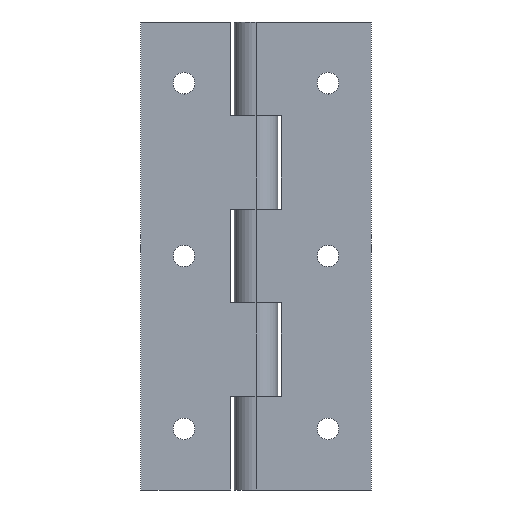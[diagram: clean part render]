
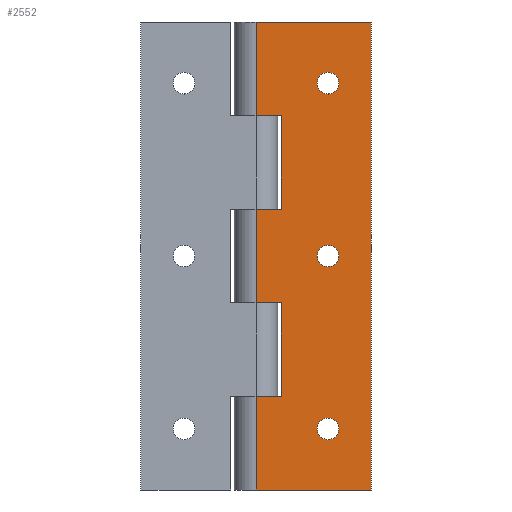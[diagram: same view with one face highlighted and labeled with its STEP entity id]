
A CAD part, front view. The second image highlights one B-rep face of the part: STEP entity #2552.
In plain terms, the highlighted planar face has unit normal (0, -1, 0).
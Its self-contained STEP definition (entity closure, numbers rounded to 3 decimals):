
#1 = VERTEX_POINT ( 'NONE', #824 ) ;
#7 = VERTEX_POINT ( 'NONE', #830 ) ;
#10 = VERTEX_POINT ( 'NONE', #831 ) ;
#66 = EDGE_LOOP ( 'NONE', ( #792, #793 ) ) ;
#68 = EDGE_LOOP ( 'NONE', ( #787, #791 ) ) ;
#73 = EDGE_LOOP ( 'NONE', ( #785, #789 ) ) ;
#103 = EDGE_LOOP ( 'NONE', ( #790, #795, #794, #796, #798, #797, #799, #801, #800, #803, #804, #802 ) ) ;
#114 = VERTEX_POINT ( 'NONE', #846 ) ;
#115 = VERTEX_POINT ( 'NONE', #847 ) ;
#122 = VERTEX_POINT ( 'NONE', #852 ) ;
#128 = VERTEX_POINT ( 'NONE', #858 ) ;
#130 = VERTEX_POINT ( 'NONE', #860 ) ;
#131 = VERTEX_POINT ( 'NONE', #861 ) ;
#134 = VERTEX_POINT ( 'NONE', #863 ) ;
#135 = VERTEX_POINT ( 'NONE', #864 ) ;
#182 = VERTEX_POINT ( 'NONE', #880 ) ;
#183 = VERTEX_POINT ( 'NONE', #881 ) ;
#240 = VERTEX_POINT ( 'NONE', #887 ) ;
#246 = VERTEX_POINT ( 'NONE', #893 ) ;
#247 = VERTEX_POINT ( 'NONE', #894 ) ;
#256 = VERTEX_POINT ( 'NONE', #903 ) ;
#257 = VERTEX_POINT ( 'NONE', #904 ) ;
#350 = CIRCLE ( 'NONE', #2436, 1.5 ) ;
#364 = CIRCLE ( 'NONE', #2277, 1.5 ) ;
#365 = CIRCLE ( 'NONE', #2293, 1.5 ) ;
#366 = CIRCLE ( 'NONE', #2382, 1.5 ) ;
#785 = ORIENTED_EDGE ( 'NONE', *, *, #2769, .T. ) ;
#787 = ORIENTED_EDGE ( 'NONE', *, *, #2770, .T. ) ;
#789 = ORIENTED_EDGE ( 'NONE', *, *, #2742, .T. ) ;
#790 = ORIENTED_EDGE ( 'NONE', *, *, #2773, .T. ) ;
#791 = ORIENTED_EDGE ( 'NONE', *, *, #2565, .T. ) ;
#792 = ORIENTED_EDGE ( 'NONE', *, *, #2771, .T. ) ;
#793 = ORIENTED_EDGE ( 'NONE', *, *, #2572, .T. ) ;
#794 = ORIENTED_EDGE ( 'NONE', *, *, #2697, .T. ) ;
#795 = ORIENTED_EDGE ( 'NONE', *, *, #2772, .T. ) ;
#796 = ORIENTED_EDGE ( 'NONE', *, *, #2774, .T. ) ;
#797 = ORIENTED_EDGE ( 'NONE', *, *, #2776, .T. ) ;
#798 = ORIENTED_EDGE ( 'NONE', *, *, #2775, .T. ) ;
#799 = ORIENTED_EDGE ( 'NONE', *, *, #2686, .T. ) ;
#800 = ORIENTED_EDGE ( 'NONE', *, *, #2777, .F. ) ;
#801 = ORIENTED_EDGE ( 'NONE', *, *, #2766, .T. ) ;
#802 = ORIENTED_EDGE ( 'NONE', *, *, #2778, .T. ) ;
#803 = ORIENTED_EDGE ( 'NONE', *, *, #2760, .F. ) ;
#804 = ORIENTED_EDGE ( 'NONE', *, *, #2594, .T. ) ;
#824 = CARTESIAN_POINT ( 'NONE',  ( 10., -3., 1.5 ) ) ;
#830 = CARTESIAN_POINT ( 'NONE',  ( 10., -3., -1.5 ) ) ;
#831 = CARTESIAN_POINT ( 'NONE',  ( 10., -3., -25.5 ) ) ;
#846 = CARTESIAN_POINT ( 'NONE',  ( 0., -3., 32.5 ) ) ;
#847 = CARTESIAN_POINT ( 'NONE',  ( 0., -3., 19.5 ) ) ;
#852 = CARTESIAN_POINT ( 'NONE',  ( 10., -3., -22.5 ) ) ;
#858 = CARTESIAN_POINT ( 'NONE',  ( 16., -3., -32.5 ) ) ;
#860 = CARTESIAN_POINT ( 'NONE',  ( 3.5, -3., 19.5 ) ) ;
#861 = CARTESIAN_POINT ( 'NONE',  ( 3.5, -3., 6.5 ) ) ;
#863 = CARTESIAN_POINT ( 'NONE',  ( 3.5, -3., -6.5 ) ) ;
#864 = CARTESIAN_POINT ( 'NONE',  ( 3.5, -3., -19.5 ) ) ;
#880 = CARTESIAN_POINT ( 'NONE',  ( 10., -3., 22.5 ) ) ;
#881 = CARTESIAN_POINT ( 'NONE',  ( 10., -3., 25.5 ) ) ;
#887 = CARTESIAN_POINT ( 'NONE',  ( 16., -3., 32.5 ) ) ;
#893 = CARTESIAN_POINT ( 'NONE',  ( 0., -3., -6.5 ) ) ;
#894 = CARTESIAN_POINT ( 'NONE',  ( 0., -3., 6.5 ) ) ;
#903 = CARTESIAN_POINT ( 'NONE',  ( 0., -3., -32.5 ) ) ;
#904 = CARTESIAN_POINT ( 'NONE',  ( 0., -3., -19.5 ) ) ;
#1137 = PLANE ( 'NONE',  #2145 ) ;
#1138 = CARTESIAN_POINT ( 'NONE',  ( 0., -3., 32.5 ) ) ;
#1139 = DIRECTION ( 'NONE',  ( 0., 1., 0. ) ) ;
#1140 = DIRECTION ( 'NONE',  ( -1., 0., 0. ) ) ;
#1185 = CARTESIAN_POINT ( 'NONE',  ( 10., -3., 0. ) ) ;
#1186 = DIRECTION ( 'NONE',  ( 0., 1., 0. ) ) ;
#1187 = DIRECTION ( 'NONE',  ( 0., 0., 1. ) ) ;
#1200 = CARTESIAN_POINT ( 'NONE',  ( 10., -3., 24. ) ) ;
#1207 = DIRECTION ( 'NONE',  ( 0., 1., 0. ) ) ;
#1208 = DIRECTION ( 'NONE',  ( 0., 0., 1. ) ) ;
#1225 = LINE ( 'NONE', #1226, #2189 ) ;
#1226 = CARTESIAN_POINT ( 'NONE',  ( 0., -3., 32.5 ) ) ;
#1227 = DIRECTION ( 'NONE',  ( 0., 0., -1. ) ) ;
#1490 = LINE ( 'NONE', #1491, #2372 ) ;
#1491 = CARTESIAN_POINT ( 'NONE',  ( 0., -3., 32.5 ) ) ;
#1492 = DIRECTION ( 'NONE',  ( 0., 0., -1. ) ) ;
#1523 = LINE ( 'NONE', #1524, #2443 ) ;
#1524 = CARTESIAN_POINT ( 'NONE',  ( 0., -3., 32.5 ) ) ;
#1525 = DIRECTION ( 'NONE',  ( 0., 0., -1. ) ) ;
#1661 = CARTESIAN_POINT ( 'NONE',  ( 10., -3., -24. ) ) ;
#1668 = DIRECTION ( 'NONE',  ( 0., 1., 0. ) ) ;
#1669 = DIRECTION ( 'NONE',  ( 0., 0., 1. ) ) ;
#1722 = LINE ( 'NONE', #1723, #2282 ) ;
#1723 = CARTESIAN_POINT ( 'NONE',  ( 0., -3., 32.5 ) ) ;
#1724 = DIRECTION ( 'NONE',  ( 1., 0., 0. ) ) ;
#1740 = LINE ( 'NONE', #1741, #2384 ) ;
#1741 = CARTESIAN_POINT ( 'NONE',  ( 0., -3., -32.5 ) ) ;
#1742 = DIRECTION ( 'NONE',  ( 1., 0., 0. ) ) ;
#1748 = CARTESIAN_POINT ( 'NONE',  ( 10., -3., -24. ) ) ;
#1749 = DIRECTION ( 'NONE',  ( 0., 1., 0. ) ) ;
#1750 = DIRECTION ( 'NONE',  ( 0., 0., 1. ) ) ;
#1751 = CARTESIAN_POINT ( 'NONE',  ( 10., -3., 0. ) ) ;
#1752 = DIRECTION ( 'NONE',  ( 0., 1., 0. ) ) ;
#1753 = DIRECTION ( 'NONE',  ( 0., 0., 1. ) ) ;
#1754 = CARTESIAN_POINT ( 'NONE',  ( 10., -3., 24. ) ) ;
#1755 = DIRECTION ( 'NONE',  ( 0., 1., 0. ) ) ;
#1756 = DIRECTION ( 'NONE',  ( 0., 0., 1. ) ) ;
#1758 = LINE ( 'NONE', #1759, #2401 ) ;
#1759 = CARTESIAN_POINT ( 'NONE',  ( 0., -3., 6.5 ) ) ;
#1760 = DIRECTION ( 'NONE',  ( -1., 0., 0. ) ) ;
#1761 = LINE ( 'NONE', #1762, #2381 ) ;
#1762 = CARTESIAN_POINT ( 'NONE',  ( 3.5, -3., 32.5 ) ) ;
#1763 = DIRECTION ( 'NONE',  ( 0., 0., -1. ) ) ;
#1764 = LINE ( 'NONE', #1765, #2426 ) ;
#1765 = CARTESIAN_POINT ( 'NONE',  ( 0., -3., -6.5 ) ) ;
#1766 = DIRECTION ( 'NONE',  ( 1., 0., 0. ) ) ;
#1767 = LINE ( 'NONE', #1768, #2439 ) ;
#1768 = CARTESIAN_POINT ( 'NONE',  ( 3.5, -3., 32.5 ) ) ;
#1769 = DIRECTION ( 'NONE',  ( 0., 0., -1. ) ) ;
#1770 = LINE ( 'NONE', #1771, #2405 ) ;
#1771 = CARTESIAN_POINT ( 'NONE',  ( 0., -3., -19.5 ) ) ;
#1772 = DIRECTION ( 'NONE',  ( -1., 0., 0. ) ) ;
#1773 = LINE ( 'NONE', #1774, #2434 ) ;
#1774 = CARTESIAN_POINT ( 'NONE',  ( 16., -3., 32.5 ) ) ;
#1775 = DIRECTION ( 'NONE',  ( 0., 0., -1. ) ) ;
#1776 = LINE ( 'NONE', #1777, #2332 ) ;
#1777 = CARTESIAN_POINT ( 'NONE',  ( 0., -3., 19.5 ) ) ;
#1778 = DIRECTION ( 'NONE',  ( 1., 0., 0. ) ) ;
#2078 = AXIS2_PLACEMENT_3D ( 'NONE', #1200, #1207, #1208 ) ;
#2145 = AXIS2_PLACEMENT_3D ( 'NONE', #1138, #1139, #1140 ) ;
#2158 = FACE_BOUND ( 'NONE', #73, .T. ) ;
#2189 = VECTOR ( 'NONE', #1227, 1000. ) ;
#2224 = FACE_OUTER_BOUND ( 'NONE', #103, .T. ) ;
#2277 = AXIS2_PLACEMENT_3D ( 'NONE', #1748, #1749, #1750 ) ;
#2282 = VECTOR ( 'NONE', #1724, 1000. ) ;
#2293 = AXIS2_PLACEMENT_3D ( 'NONE', #1751, #1752, #1753 ) ;
#2332 = VECTOR ( 'NONE', #1778, 1000. ) ;
#2372 = VECTOR ( 'NONE', #1492, 1000. ) ;
#2381 = VECTOR ( 'NONE', #1763, 1000. ) ;
#2382 = AXIS2_PLACEMENT_3D ( 'NONE', #1754, #1755, #1756 ) ;
#2384 = VECTOR ( 'NONE', #1742, 1000. ) ;
#2396 = AXIS2_PLACEMENT_3D ( 'NONE', #1185, #1186, #1187 ) ;
#2401 = VECTOR ( 'NONE', #1760, 1000. ) ;
#2405 = VECTOR ( 'NONE', #1772, 1000. ) ;
#2420 = FACE_BOUND ( 'NONE', #68, .T. ) ;
#2426 = VECTOR ( 'NONE', #1766, 1000. ) ;
#2434 = VECTOR ( 'NONE', #1775, 1000. ) ;
#2436 = AXIS2_PLACEMENT_3D ( 'NONE', #1661, #1668, #1669 ) ;
#2439 = VECTOR ( 'NONE', #1769, 1000. ) ;
#2443 = VECTOR ( 'NONE', #1525, 1000. ) ;
#2466 = FACE_BOUND ( 'NONE', #66, .T. ) ;
#2552 = ADVANCED_FACE ( 'NONE', ( #2158, #2420, #2466, #2224 ), #1137, .F. ) ;
#2565 = EDGE_CURVE ( 'NONE', #7, #1, #2799, .T. ) ;
#2572 = EDGE_CURVE ( 'NONE', #182, #183, #2803, .T. ) ;
#2594 = EDGE_CURVE ( 'NONE', #114, #115, #1225, .T. ) ;
#2686 = EDGE_CURVE ( 'NONE', #257, #256, #1490, .T. ) ;
#2697 = EDGE_CURVE ( 'NONE', #247, #246, #1523, .T. ) ;
#2742 = EDGE_CURVE ( 'NONE', #10, #122, #350, .T. ) ;
#2760 = EDGE_CURVE ( 'NONE', #114, #240, #1722, .T. ) ;
#2766 = EDGE_CURVE ( 'NONE', #256, #128, #1740, .T. ) ;
#2769 = EDGE_CURVE ( 'NONE', #122, #10, #364, .T. ) ;
#2770 = EDGE_CURVE ( 'NONE', #1, #7, #365, .T. ) ;
#2771 = EDGE_CURVE ( 'NONE', #183, #182, #366, .T. ) ;
#2772 = EDGE_CURVE ( 'NONE', #131, #247, #1758, .T. ) ;
#2773 = EDGE_CURVE ( 'NONE', #130, #131, #1761, .T. ) ;
#2774 = EDGE_CURVE ( 'NONE', #246, #134, #1764, .T. ) ;
#2775 = EDGE_CURVE ( 'NONE', #134, #135, #1767, .T. ) ;
#2776 = EDGE_CURVE ( 'NONE', #135, #257, #1770, .T. ) ;
#2777 = EDGE_CURVE ( 'NONE', #240, #128, #1773, .T. ) ;
#2778 = EDGE_CURVE ( 'NONE', #115, #130, #1776, .T. ) ;
#2799 = CIRCLE ( 'NONE', #2396, 1.5 ) ;
#2803 = CIRCLE ( 'NONE', #2078, 1.5 ) ;
